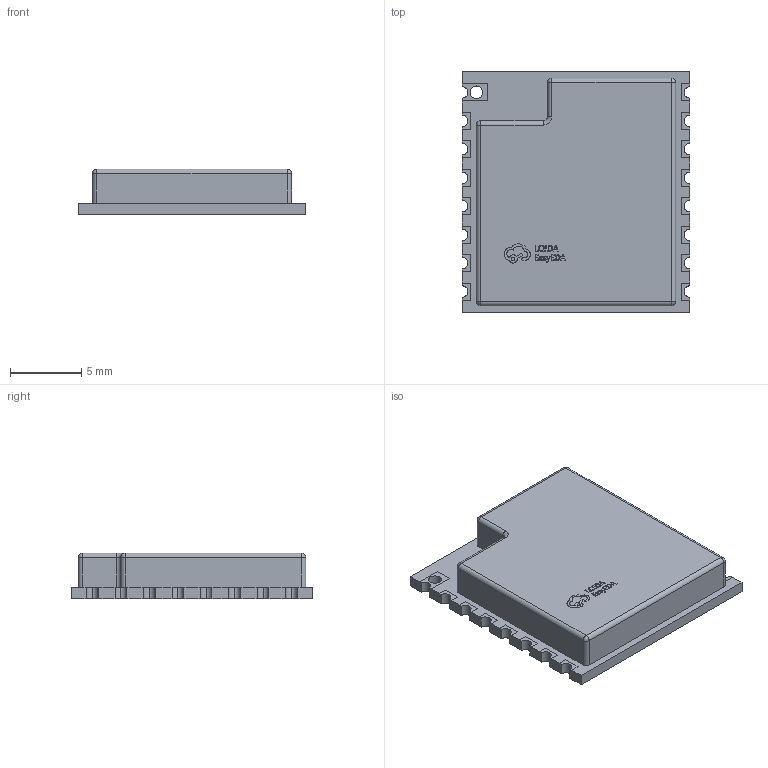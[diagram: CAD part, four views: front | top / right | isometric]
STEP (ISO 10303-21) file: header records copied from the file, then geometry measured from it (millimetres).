
FILE_DESCRIPTION (( 'STEP AP214' ), '1' );
FILE_NAME ('WIRELM-SMD_L17.0-W16.0-H3.2-RA-01H.step', '2022-07-15T13:45:25', ( '' ), ( '' ), 'SwSTEP 2.0', 'SolidWorks 2020', '' );
FILE_SCHEMA (( 'AUTOMOTIVE_DESIGN' ));
Length unit declared in the file: millimetre
Products named in the file (1): WIRELM-SMD_L17.0-W16.0-H3.2-RA-01H
Bounding box: 16 x 17 x 3.2 mm (x, y, z)
Volume: 714.2 mm3; surface area: 733 mm2
Topology: 14 solids, 14 shells, 343 faces, 1025 edges, 713 vertices
Faces by surface type: plane 201, bspline 98, cylinder 38, sphere 5, torus 1
Entity records: 16195 total; most frequent: CARTESIAN_POINT 3579, ORIENTED_EDGE 2040, DIRECTION 1375, EDGE_CURVE 1020, VECTOR 729, LINE 729, VERTEX_POINT 713, EDGE_LOOP 365
